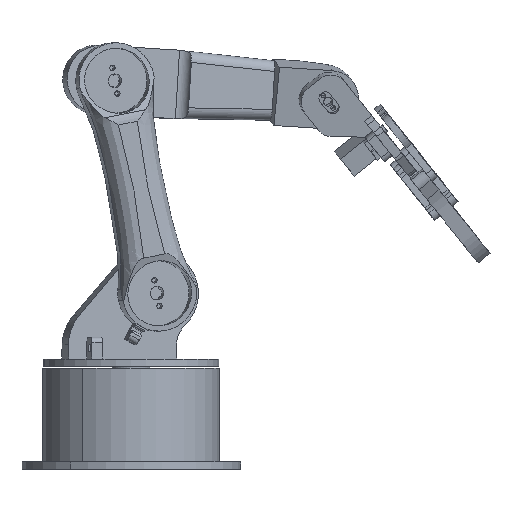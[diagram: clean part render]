
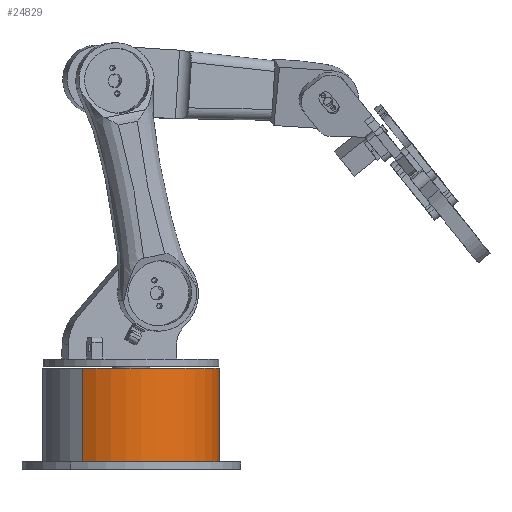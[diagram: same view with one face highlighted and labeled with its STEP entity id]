
A CAD part, front view. The second image highlights one B-rep face of the part: STEP entity #24829.
In plain terms, the highlighted cylindrical face has radius 49 mm (diameter 98 mm), a partial arc.
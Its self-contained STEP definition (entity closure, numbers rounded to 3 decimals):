
#1628 = AXIS2_PLACEMENT_3D ( 'NONE', #12329, #21844, #24169 ) ;
#1827 = ORIENTED_EDGE ( 'NONE', *, *, #22861, .F. ) ;
#2739 = CARTESIAN_POINT ( 'NONE',  ( 0., 4., 49. ) ) ;
#4133 = CYLINDRICAL_SURFACE ( 'NONE', #1628, 49. ) ;
#4182 = ORIENTED_EDGE ( 'NONE', *, *, #20225, .T. ) ;
#5252 = LINE ( 'NONE', #17360, #23419 ) ;
#5303 = AXIS2_PLACEMENT_3D ( 'NONE', #20743, #8787, #13052 ) ;
#5326 = EDGE_LOOP ( 'NONE', ( #1827, #21197, #4182, #12601 ) ) ;
#5768 = LINE ( 'NONE', #17611, #25621 ) ;
#6361 = EDGE_CURVE ( 'NONE', #7988, #14350, #15683, .T. ) ;
#6429 = CARTESIAN_POINT ( 'NONE',  ( 0., 4., -49. ) ) ;
#7988 = VERTEX_POINT ( 'NONE', #13230 ) ;
#8119 = DIRECTION ( 'NONE',  ( 0., -1., 0. ) ) ;
#8787 = DIRECTION ( 'NONE',  ( 0., 1., 0. ) ) ;
#9556 = DIRECTION ( 'NONE',  ( 0., -1., 0. ) ) ;
#10142 = CARTESIAN_POINT ( 'NONE',  ( 0., 56., 49. ) ) ;
#12329 = CARTESIAN_POINT ( 'NONE',  ( 0., 56., 0. ) ) ;
#12565 = AXIS2_PLACEMENT_3D ( 'NONE', #14562, #12613, #16124 ) ;
#12601 = ORIENTED_EDGE ( 'NONE', *, *, #13780, .T. ) ;
#12613 = DIRECTION ( 'NONE',  ( 0., 1., 0. ) ) ;
#13052 = DIRECTION ( 'NONE',  ( 0., 0., 1. ) ) ;
#13230 = CARTESIAN_POINT ( 'NONE',  ( 0., 56., -49. ) ) ;
#13780 = EDGE_CURVE ( 'NONE', #20765, #19207, #15480, .T. ) ;
#14350 = VERTEX_POINT ( 'NONE', #10142 ) ;
#14562 = CARTESIAN_POINT ( 'NONE',  ( 0., 4., 0. ) ) ;
#15480 = CIRCLE ( 'NONE', #12565, 49. ) ;
#15683 = CIRCLE ( 'NONE', #5303, 49. ) ;
#16124 = DIRECTION ( 'NONE',  ( 0., 0., 1. ) ) ;
#17360 = CARTESIAN_POINT ( 'NONE',  ( 0., 56., -49. ) ) ;
#17611 = CARTESIAN_POINT ( 'NONE',  ( 0., 56., 49. ) ) ;
#19207 = VERTEX_POINT ( 'NONE', #2739 ) ;
#20225 = EDGE_CURVE ( 'NONE', #7988, #20765, #5252, .T. ) ;
#20743 = CARTESIAN_POINT ( 'NONE',  ( 0., 56., 0. ) ) ;
#20765 = VERTEX_POINT ( 'NONE', #6429 ) ;
#21197 = ORIENTED_EDGE ( 'NONE', *, *, #6361, .F. ) ;
#21844 = DIRECTION ( 'NONE',  ( 0., -1., 0. ) ) ;
#22861 = EDGE_CURVE ( 'NONE', #14350, #19207, #5768, .T. ) ;
#23419 = VECTOR ( 'NONE', #9556, 1000. ) ;
#23792 = FACE_OUTER_BOUND ( 'NONE', #5326, .T. ) ;
#24169 = DIRECTION ( 'NONE',  ( 0., 0., -1. ) ) ;
#24829 = ADVANCED_FACE ( 'NONE', ( #23792 ), #4133, .T. ) ;
#25621 = VECTOR ( 'NONE', #8119, 1000. ) ;
